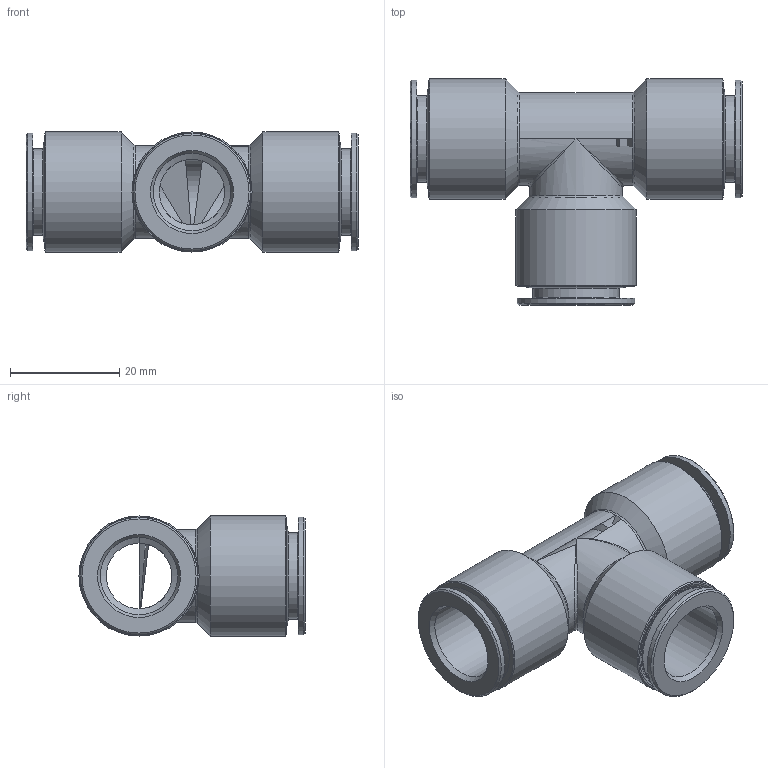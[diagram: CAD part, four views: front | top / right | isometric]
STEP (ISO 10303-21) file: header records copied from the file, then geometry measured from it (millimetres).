
FILE_DESCRIPTION(/* description */ ('STEP AP214'),/* implementation_level */ '2;1');
FILE_NAME(/* name */ 'A0190070',/* time_stamp */ '2023-04-20T13:26:00+02:00',/* author */ ('License CC BY-ND 4.0'),/* organization */ ('CADENAS'),/* preprocessor_version */ 'ST-DEVELOPER v19.3',/* originating_system */ 'PARTsolutions',/* authorisation */ ' ');
FILE_SCHEMA (('AUTOMOTIVE_DESIGN {1 0 10303 214 3 1 1}'));
Length unit declared in the file: millimetre
Products named in the file (1): A0190070
Bounding box: 60.8 x 41.4 x 22 mm (x, y, z)
Volume: 13585.9 mm3; surface area: 10421.6 mm2
Topology: 1 solids, 1 shells, 54 faces, 121 edges, 71 vertices
Faces by surface type: cone 21, cylinder 17, plane 10, torus 4, bspline 2
Full cylindrical faces by diameter (mm): 12 x2, 14.15 x3, 15.8 x3, 17 x2, 19.45 x1, 21.5 x3, 22 x3
Entity records: 1528 total; most frequent: CARTESIAN_POINT 561, DIRECTION 212, ORIENTED_EDGE 118, EDGE_LOOP 108, FACE_BOUND 108, AXIS2_PLACEMENT_3D 106, EDGE_CURVE 59, VERTEX_POINT 57
